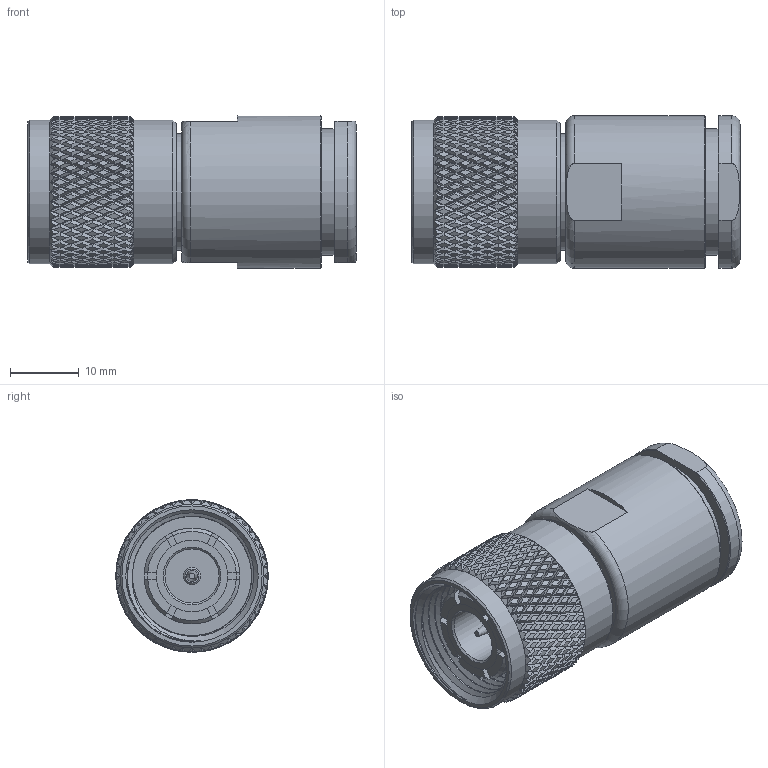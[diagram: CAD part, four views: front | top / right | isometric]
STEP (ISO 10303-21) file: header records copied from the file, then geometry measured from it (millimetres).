
FILE_DESCRIPTION (( 'STEP AP203' ), '1' );
FILE_NAME ('PE4475.step', '2020-01-16T14:59:52', ( '' ), ( '' ), 'SwSTEP 2.0', 'SolidWorks 2018', '' );
FILE_SCHEMA (( 'CONFIG_CONTROL_DESIGN' ));
Length unit declared in the file: inch
Products named in the file (1): PE4475
Bounding box: 47.81 x 22.23 x 22.23 mm (x, y, z)
Volume: 12851.3 mm3; surface area: 7983.8 mm2
Topology: 1 solids, 1 shells, 2258 faces, 4796 edges, 2551 vertices
Faces by surface type: bspline 1731, cylinder 458, plane 49, cone 18, torus 2
Full cylindrical faces by diameter (mm): 1.593 x1, 2.54 x1, 7.874 x1, 12.954 x1, 13.97 x1, 14.529 x1, 16.928 x1, 18.439 x1, 20.923 x2, 22.225 x1
Entity records: 98319 total; most frequent: CARTESIAN_POINT 69219, ORIENTED_EDGE 9528, EDGE_CURVE 4764, VERTEX_POINT 2542, EDGE_LOOP 2292, FACE_OUTER_BOUND 2271, ADVANCED_FACE 2258, B_SPLINE_CURVE_WITH_KNOTS 2042
